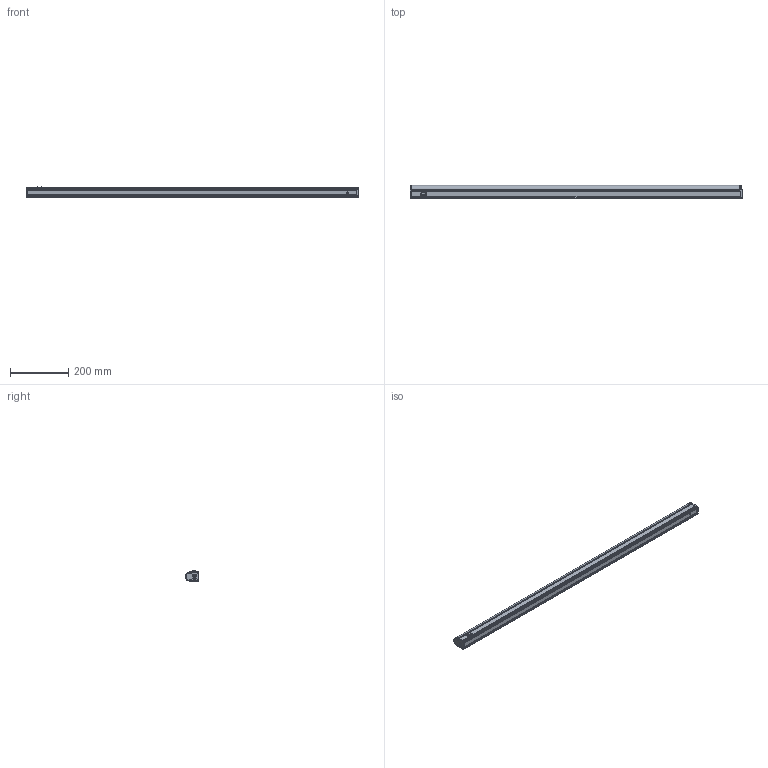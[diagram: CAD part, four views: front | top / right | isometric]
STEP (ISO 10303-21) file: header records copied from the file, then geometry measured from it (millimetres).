
FILE_DESCRIPTION((''),'2;1');
FILE_NAME('175828_ASM','2013-12-17T',('pdmadmin'),(''),'PRO/ENGINEER BY PARAMETRIC TECHNOLOGY CORPORATION, 2013230','PRO/ENGINEER BY PARAMETRIC TECHNOLOGY CORPORATION, 2013230','');
FILE_SCHEMA(('CONFIG_CONTROL_DESIGN'));
Length unit declared in the file: millimetre
Products named in the file (12): 169952_AF0; 175523_169952_ASM; 169947; 171078; CANAL_MR2-131C__-N__1-10NC; 166960_ASM; 138905; 169954; 172449; 169955; 172450; 175828_ASM
Assembly tree (18 placements, depth 3):
  175828_ASM
    175523_169952_ASM
      169952_AF0
    169947
    171078
    166960_ASM
      CANAL_MR2-131C__-N__1-10NC
    138905  x8
    169954
    172449
    169955
    172450
Bounding box: 1144 x 46 x 36.06 mm (x, y, z)
Volume: 294518.8 mm3; surface area: 457245.4 mm2
Topology: 15 solids, 16 shells, 1737 faces, 4655 edges, 2964 vertices
Faces by surface type: plane 657, cylinder 626, bspline 232, cone 96, torus 68, sphere 50, extrusion 8
Entity records: 38103 total; most frequent: CARTESIAN_POINT 12934, ORIENTED_EDGE 5324, DIRECTION 5069, EDGE_CURVE 2667, VECTOR 1695, VERTEX_POINT 1690, AXIS2_PLACEMENT_3D 1687, LINE 1687
